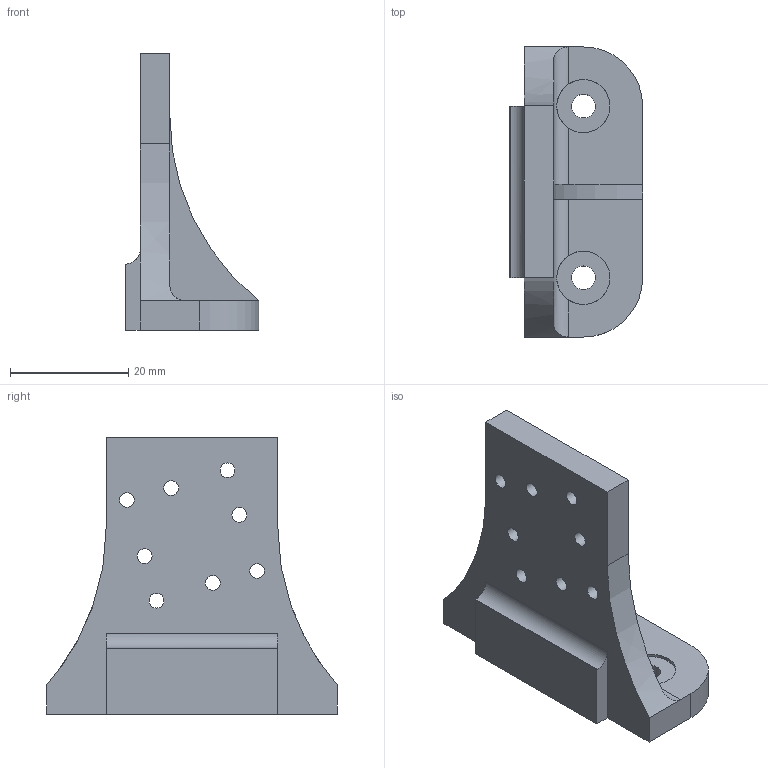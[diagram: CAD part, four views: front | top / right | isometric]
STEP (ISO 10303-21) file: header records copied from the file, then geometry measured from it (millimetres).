
FILE_DESCRIPTION(/* description */ (''),/* implementation_level */ '2;1');
FILE_NAME(/* name */ 'S#2 - 2 X PLA base bracket.step',/* time_stamp */ '2019-12-10T20:32:31+00:00',/* author */ (''),/* organization */ (''),/* preprocessor_version */ 'ST-DEVELOPER v18',/* originating_system */ 'Autodesk Translation Framework v8.12.0.6',/* authorisation */ '');
FILE_SCHEMA (('AUTOMOTIVE_DESIGN { 1 0 10303 214 3 1 1 }'));
Length unit declared in the file: millimetre
Products named in the file (1): Full Bracket 1
Bounding box: 22.5 x 49 x 46.67 mm (x, y, z)
Volume: 12361 mm3; surface area: 6377.1 mm2
Topology: 1 solids, 1 shells, 55 faces, 145 edges, 99 vertices
Faces by surface type: plane 26, cylinder 26, bspline 3
Full cylindrical faces by diameter (mm): 2.5 x8, 4 x2, 4.5 x8, 9 x2
Entity records: 2093 total; most frequent: CARTESIAN_POINT 614, DIRECTION 298, ORIENTED_EDGE 292, EDGE_CURVE 146, AXIS2_PLACEMENT_3D 114, VERTEX_POINT 101, EDGE_LOOP 83, LINE 70
